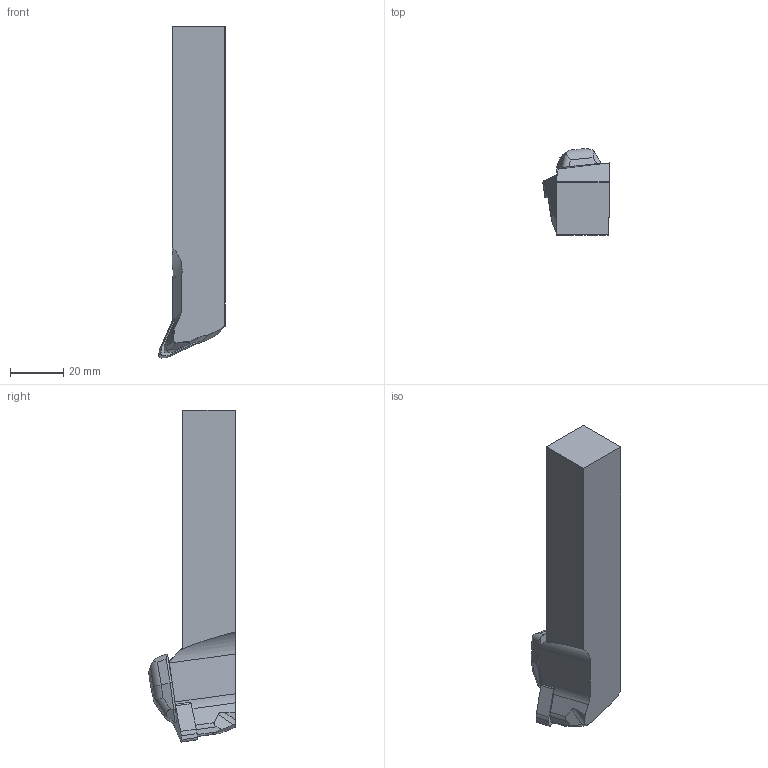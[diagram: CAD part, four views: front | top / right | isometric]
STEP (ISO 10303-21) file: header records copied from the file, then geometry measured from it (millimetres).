
FILE_DESCRIPTION(/* description */ (''),/* implementation_level */ '2;1');
FILE_NAME(/* name */ 'ASSY.STP',/* time_stamp */ '2022-10-25T15:39:52+02:00',/* author */ (''),/* organization */ ('SMS'),/* preprocessor_version */ 'ST-DEVELOPER v16.7',/* originating_system */ 'SIEMENS PLM Software NX 12.0',/* authorisation */ '');
FILE_SCHEMA (('AUTOMOTIVE_DESIGN { 1 0 10303 214 3 1 1 1 }'));
Length unit declared in the file: millimetre
Products named in the file (4): ASSEMBLY_CONSTRUCTION; NOCUT; CUT; ASSY
Assembly tree (3 placements, depth 2):
  ASSY
    CUT
    NOCUT
    ASSEMBLY_CONSTRUCTION
Bounding box: 25.03 x 32.7 x 125 mm (x, y, z)
Volume: 49907.1 mm3; surface area: 11879.5 mm2
Topology: 2 solids, 2 shells, 89 faces, 244 edges, 165 vertices
Faces by surface type: plane 54, cylinder 35
Entity records: 3110 total; most frequent: CARTESIAN_POINT 656, DIRECTION 493, ORIENTED_EDGE 486, EDGE_CURVE 243, AXIS2_PLACEMENT_3D 167, LINE 159, VECTOR 159, VERTEX_POINT 158
